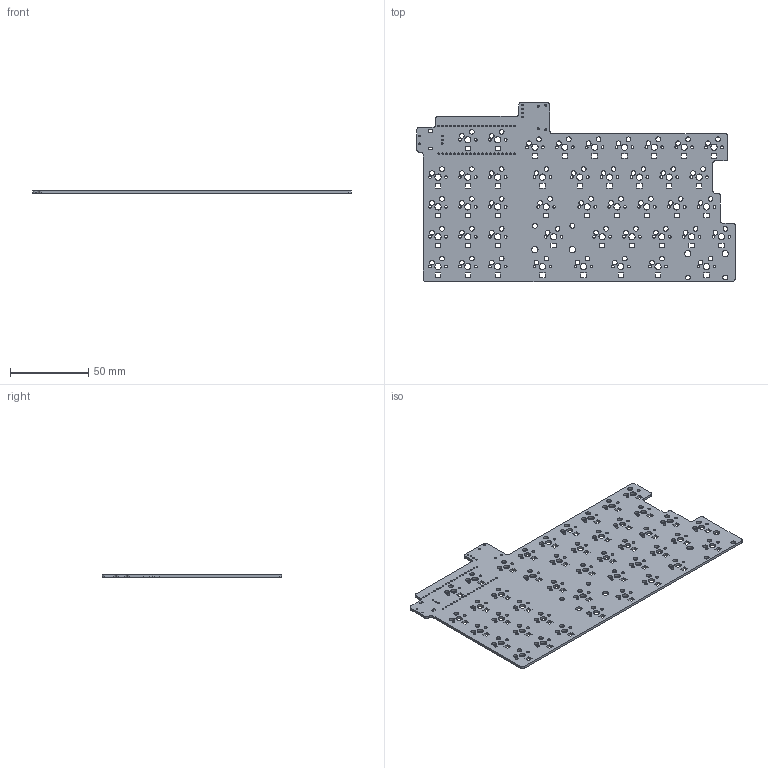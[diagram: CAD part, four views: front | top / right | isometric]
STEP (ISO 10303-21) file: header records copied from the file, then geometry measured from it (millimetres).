
FILE_DESCRIPTION(('KiCad electronic assembly'),'2;1');
FILE_NAME('kb.step','2022-07-10T19:12:42',('Pcbnew'),('Kicad'), 'Open CASCADE STEP processor 7.6','KiCad to STEP converter','Unknown' );
FILE_SCHEMA(('AUTOMOTIVE_DESIGN { 1 0 10303 214 1 1 1 1 }'));
Length unit declared in the file: millimetre
Products named in the file (2): kb 1; _autosave-kb PCB
Assembly tree (1 placements, depth 2):
  kb 1
    _autosave-kb PCB
Bounding box: 203.2 x 114.3 x 1.6 mm (x, y, z)
Volume: 27796.2 mm3; surface area: 40097.7 mm2
Topology: 1 solids, 1 shells, 506 faces, 1512 edges, 1008 vertices
Faces by surface type: cylinder 303, plane 203
Full cylindrical faces by diameter (mm): 1 x9, 1.02 x40, 1.3 x4, 1.75 x88, 3 x88, 3.048 x4, 3.988 x48
Entity records: 40091 total; most frequent: CARTESIAN_POINT 9688, DIRECTION 5552, LINE 3324, VECTOR 3324, ORIENTED_EDGE 3024, PCURVE 3024, DEFINITIONAL_REPRESENTATION 3024, EDGE_CURVE 1512
